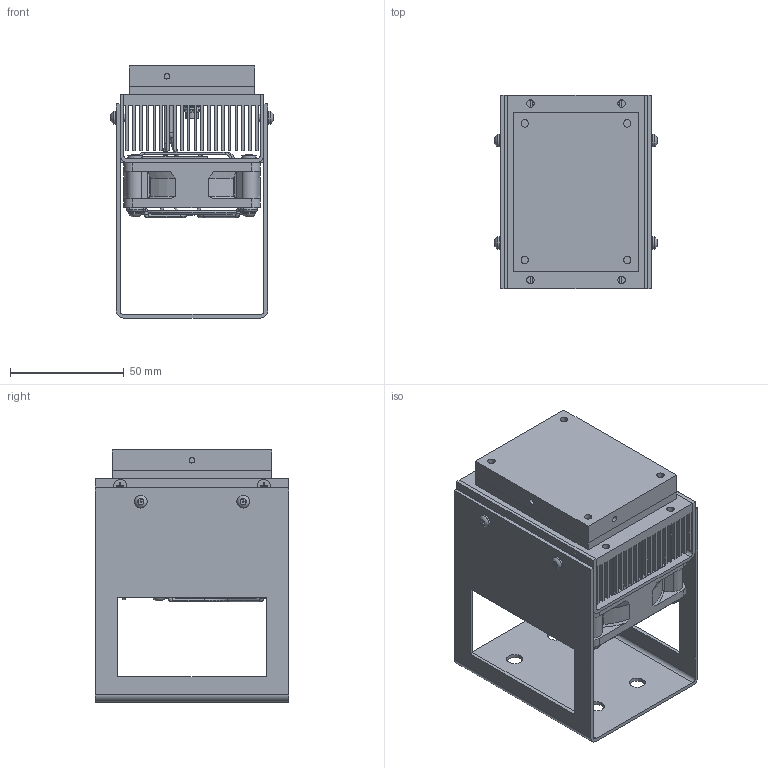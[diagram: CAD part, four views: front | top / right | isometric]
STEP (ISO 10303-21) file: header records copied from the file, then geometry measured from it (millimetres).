
FILE_DESCRIPTION(/* description */ ('Alibre Inc.'),/* implementation_level */ '2;1');
FILE_NAME(/* name */ 'export-22F8102E-6CB0-44CE-A093-1A41DEED544B',/* time_stamp */ '2024-03-27T10:36:42-04:00',/* author */ (''),/* organization */ (''),/* preprocessor_version */ 'ST-DEVELOPER v17',/* originating_system */ 'Alibre',/* authorisation */ '');
FILE_SCHEMA (('AUTOMOTIVE_DESIGN'));
Length unit declared in the file: millimetre
Products named in the file (38): PRODUCT_ID_1; 6020GA RIBBED; SC60-W2_assy
Bounding box: 71.18 x 85 x 110.7 mm (x, y, z)
Volume: 188530.3 mm3; surface area: 183184.8 mm2
Topology: 87 solids, 87 shells, 2503 faces, 6078 edges, 3860 vertices
Faces by surface type: plane 1301, bspline 578, cylinder 370, torus 137, cone 117
Full cylindrical faces by diameter (mm): 0.486 x2, 0.764 x4, 0.786 x1, 0.991 x14, 1.27 x6, 1.524 x2, 1.778 x6, 2.459 x15, 2.997 x10, 3 x6, 3.242 x8, 3.4 x4, 3.5 x4, 3.556 x2, 3.8 x2, 4.166 x4, 4.216 x4, 4.22 x6, 4.5 x1, 4.75 x1, 5.334 x2, 5.5 x2, 5.588 x10, 6.4 x2, 7 x4, 7.9 x1, 7.925 x1, 9.525 x2, 10.312 x4, 11.1 x4
Entity records: 56523 total; most frequent: CARTESIAN_POINT 17223, ORIENTED_EDGE 9102, DIRECTION 5322, EDGE_CURVE 4551, VERTEX_POINT 3028, EDGE_LOOP 2167, FACE_BOUND 2167, AXIS2_PLACEMENT_3D 2043
